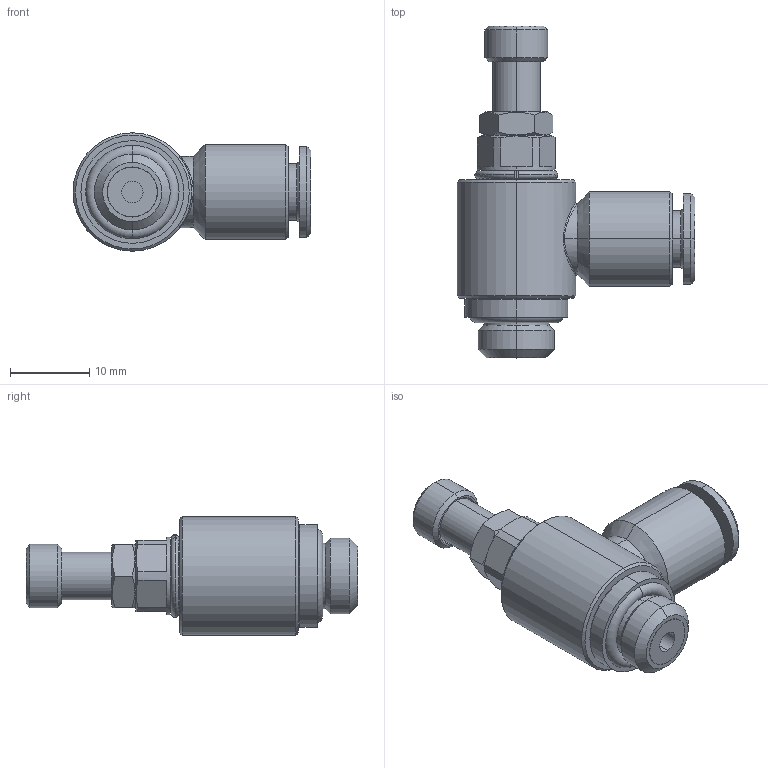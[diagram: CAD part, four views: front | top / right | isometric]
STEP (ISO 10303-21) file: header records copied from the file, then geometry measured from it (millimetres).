
FILE_DESCRIPTION (( 'STEP AP203' ), '1' );
FILE_NAME ('04260B31.STEP', '2010-05-03T09:07:24', ( '' ), ( 'sopra-pneumaticSTEP 2.0', 'SolidWorks 2009', '' );
FILE_SCHEMA (( 'CONFIG_CONTROL_DESIGN' ));
Length unit declared in the file: millimetre
Products named in the file (1): 04260B31
Bounding box: 30.1 x 42 x 15 mm (x, y, z)
Volume: 5314.9 mm3; surface area: 3094.3 mm2
Topology: 2 solids, 2 shells, 108 faces, 236 edges, 147 vertices
Faces by surface type: plane 37, cone 34, cylinder 31, torus 4, bspline 2
Entity records: 4038 total; most frequent: CARTESIAN_POINT 1565, DIRECTION 529, ORIENTED_EDGE 472, EDGE_CURVE 236, AXIS2_PLACEMENT_3D 221, VERTEX_POINT 147, EDGE_LOOP 123, CIRCLE 114
